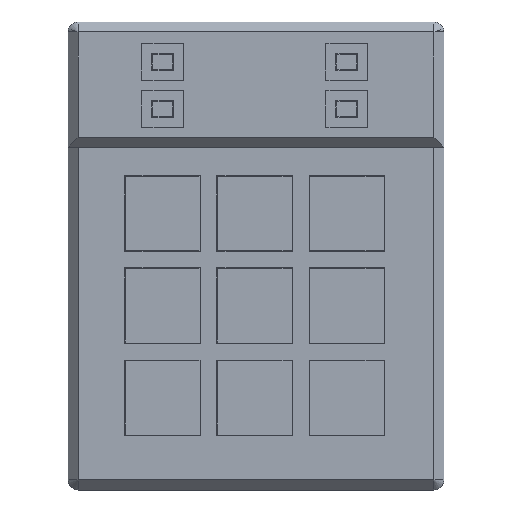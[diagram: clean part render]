
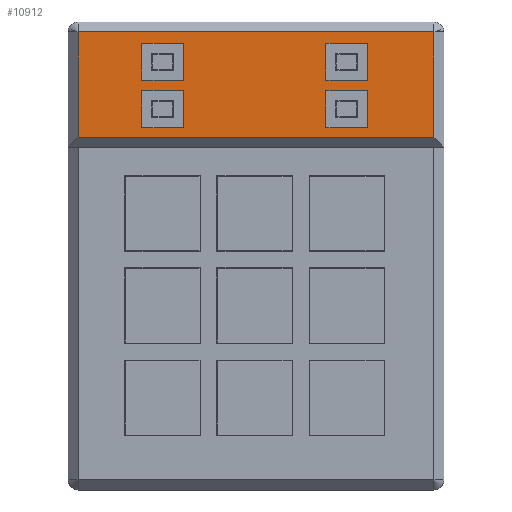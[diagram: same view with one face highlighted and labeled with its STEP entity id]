
A CAD part, top view. The second image highlights one B-rep face of the part: STEP entity #10912.
In plain terms, the highlighted planar face has unit normal (0, 0, 1).
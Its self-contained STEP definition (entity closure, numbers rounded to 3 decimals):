
#575=FACE_BOUND('',#1510,.T.);
#576=FACE_BOUND('',#1511,.T.);
#577=FACE_BOUND('',#1512,.T.);
#578=FACE_BOUND('',#1513,.T.);
#876=FACE_OUTER_BOUND('',#1509,.T.);
#1509=EDGE_LOOP('',(#7746,#7747,#7748,#7749));
#1510=EDGE_LOOP('',(#7750,#7751,#7752,#7753));
#1511=EDGE_LOOP('',(#7754,#7755,#7756,#7757));
#1512=EDGE_LOOP('',(#7758,#7759,#7760,#7761));
#1513=EDGE_LOOP('',(#7762,#7763,#7764,#7765));
#2322=LINE('',#14980,#3517);
#2326=LINE('',#14986,#3521);
#2329=LINE('',#14991,#3524);
#2333=LINE('',#14998,#3528);
#2341=LINE('',#15030,#3536);
#2342=LINE('',#15032,#3537);
#2343=LINE('',#15034,#3538);
#2344=LINE('',#15035,#3539);
#2345=LINE('',#15038,#3540);
#2346=LINE('',#15040,#3541);
#2347=LINE('',#15042,#3542);
#2348=LINE('',#15043,#3543);
#2349=LINE('',#15046,#3544);
#2350=LINE('',#15048,#3545);
#2351=LINE('',#15050,#3546);
#2352=LINE('',#15051,#3547);
#2353=LINE('',#15054,#3548);
#2354=LINE('',#15056,#3549);
#2355=LINE('',#15058,#3550);
#2356=LINE('',#15059,#3551);
#3517=VECTOR('',#12501,10.);
#3521=VECTOR('',#12507,10.);
#3524=VECTOR('',#12512,10.);
#3528=VECTOR('',#12518,10.);
#3536=VECTOR('',#12550,10.);
#3537=VECTOR('',#12551,10.);
#3538=VECTOR('',#12552,10.);
#3539=VECTOR('',#12553,10.);
#3540=VECTOR('',#12554,10.);
#3541=VECTOR('',#12555,10.);
#3542=VECTOR('',#12556,10.);
#3543=VECTOR('',#12557,10.);
#3544=VECTOR('',#12558,10.);
#3545=VECTOR('',#12559,10.);
#3546=VECTOR('',#12560,10.);
#3547=VECTOR('',#12561,10.);
#3548=VECTOR('',#12562,10.);
#3549=VECTOR('',#12563,10.);
#3550=VECTOR('',#12564,10.);
#3551=VECTOR('',#12565,10.);
#4661=VERTEX_POINT('',#14978);
#4662=VERTEX_POINT('',#14979);
#4663=VERTEX_POINT('',#14985);
#4664=VERTEX_POINT('',#14989);
#4677=VERTEX_POINT('',#15028);
#4678=VERTEX_POINT('',#15029);
#4679=VERTEX_POINT('',#15031);
#4680=VERTEX_POINT('',#15033);
#4681=VERTEX_POINT('',#15036);
#4682=VERTEX_POINT('',#15037);
#4683=VERTEX_POINT('',#15039);
#4684=VERTEX_POINT('',#15041);
#4685=VERTEX_POINT('',#15044);
#4686=VERTEX_POINT('',#15045);
#4687=VERTEX_POINT('',#15047);
#4688=VERTEX_POINT('',#15049);
#4689=VERTEX_POINT('',#15052);
#4690=VERTEX_POINT('',#15053);
#4691=VERTEX_POINT('',#15055);
#4692=VERTEX_POINT('',#15057);
#5826=EDGE_CURVE('',#4661,#4662,#2322,.T.);
#5830=EDGE_CURVE('',#4662,#4663,#2326,.T.);
#5833=EDGE_CURVE('',#4664,#4661,#2329,.T.);
#5837=EDGE_CURVE('',#4663,#4664,#2333,.T.);
#5852=EDGE_CURVE('',#4677,#4678,#2341,.T.);
#5853=EDGE_CURVE('',#4678,#4679,#2342,.T.);
#5854=EDGE_CURVE('',#4679,#4680,#2343,.T.);
#5855=EDGE_CURVE('',#4680,#4677,#2344,.T.);
#5856=EDGE_CURVE('',#4681,#4682,#2345,.T.);
#5857=EDGE_CURVE('',#4682,#4683,#2346,.T.);
#5858=EDGE_CURVE('',#4683,#4684,#2347,.T.);
#5859=EDGE_CURVE('',#4684,#4681,#2348,.T.);
#5860=EDGE_CURVE('',#4685,#4686,#2349,.T.);
#5861=EDGE_CURVE('',#4686,#4687,#2350,.T.);
#5862=EDGE_CURVE('',#4687,#4688,#2351,.T.);
#5863=EDGE_CURVE('',#4688,#4685,#2352,.T.);
#5864=EDGE_CURVE('',#4689,#4690,#2353,.T.);
#5865=EDGE_CURVE('',#4690,#4691,#2354,.T.);
#5866=EDGE_CURVE('',#4691,#4692,#2355,.T.);
#5867=EDGE_CURVE('',#4692,#4689,#2356,.T.);
#7746=ORIENTED_EDGE('',*,*,#5826,.F.);
#7747=ORIENTED_EDGE('',*,*,#5833,.F.);
#7748=ORIENTED_EDGE('',*,*,#5837,.F.);
#7749=ORIENTED_EDGE('',*,*,#5830,.F.);
#7750=ORIENTED_EDGE('',*,*,#5852,.T.);
#7751=ORIENTED_EDGE('',*,*,#5853,.T.);
#7752=ORIENTED_EDGE('',*,*,#5854,.T.);
#7753=ORIENTED_EDGE('',*,*,#5855,.T.);
#7754=ORIENTED_EDGE('',*,*,#5856,.T.);
#7755=ORIENTED_EDGE('',*,*,#5857,.T.);
#7756=ORIENTED_EDGE('',*,*,#5858,.T.);
#7757=ORIENTED_EDGE('',*,*,#5859,.T.);
#7758=ORIENTED_EDGE('',*,*,#5860,.T.);
#7759=ORIENTED_EDGE('',*,*,#5861,.T.);
#7760=ORIENTED_EDGE('',*,*,#5862,.T.);
#7761=ORIENTED_EDGE('',*,*,#5863,.T.);
#7762=ORIENTED_EDGE('',*,*,#5864,.T.);
#7763=ORIENTED_EDGE('',*,*,#5865,.T.);
#7764=ORIENTED_EDGE('',*,*,#5866,.T.);
#7765=ORIENTED_EDGE('',*,*,#5867,.T.);
#10494=PLANE('',#11572);
#10912=ADVANCED_FACE('',(#876,#575,#576,#577,#578),#10494,.T.);
#11572=AXIS2_PLACEMENT_3D('',#15027,#12548,#12549);
#12501=DIRECTION('',(-1.,0.,0.));
#12507=DIRECTION('',(0.,1.,0.));
#12512=DIRECTION('',(0.,-1.,0.));
#12518=DIRECTION('',(1.,0.,0.));
#12548=DIRECTION('center_axis',(0.,0.,1.));
#12549=DIRECTION('ref_axis',(1.,0.,0.));
#12550=DIRECTION('',(0.,-1.,0.));
#12551=DIRECTION('',(-1.,0.,0.));
#12552=DIRECTION('',(0.,1.,0.));
#12553=DIRECTION('',(1.,0.,0.));
#12554=DIRECTION('',(0.,-1.,0.));
#12555=DIRECTION('',(-1.,0.,0.));
#12556=DIRECTION('',(0.,1.,0.));
#12557=DIRECTION('',(1.,0.,0.));
#12558=DIRECTION('',(0.,-1.,0.));
#12559=DIRECTION('',(-1.,0.,0.));
#12560=DIRECTION('',(0.,1.,0.));
#12561=DIRECTION('',(1.,0.,0.));
#12562=DIRECTION('',(1.,0.,0.));
#12563=DIRECTION('',(0.,-1.,0.));
#12564=DIRECTION('',(-1.,0.,0.));
#12565=DIRECTION('',(0.,1.,0.));
#14978=CARTESIAN_POINT('',(66.5,63.85,9.));
#14979=CARTESIAN_POINT('',(-5.,63.85,9.));
#14980=CARTESIAN_POINT('',(20.625,63.85,9.));
#14985=CARTESIAN_POINT('',(-5.,85.,9.));
#14986=CARTESIAN_POINT('',(-5.,32.838,9.));
#14989=CARTESIAN_POINT('',(66.5,85.,9.));
#14991=CARTESIAN_POINT('',(66.5,33.463,9.));
#14998=CARTESIAN_POINT('',(4.625,85.,9.));
#15027=CARTESIAN_POINT('Origin',(10.5,62.925,9.));
#15028=CARTESIAN_POINT('',(53.2,73.2,9.));
#15029=CARTESIAN_POINT('',(53.2,65.8,9.));
#15030=CARTESIAN_POINT('',(53.2,68.063,9.));
#15031=CARTESIAN_POINT('',(44.8,65.8,9.));
#15032=CARTESIAN_POINT('',(31.85,65.8,9.));
#15033=CARTESIAN_POINT('',(44.8,73.2,9.));
#15034=CARTESIAN_POINT('',(44.8,64.363,9.));
#15035=CARTESIAN_POINT('',(27.65,73.2,9.));
#15036=CARTESIAN_POINT('',(16.2,82.7,9.));
#15037=CARTESIAN_POINT('',(16.2,75.3,9.));
#15038=CARTESIAN_POINT('',(16.2,72.813,9.));
#15039=CARTESIAN_POINT('',(7.8,75.3,9.));
#15040=CARTESIAN_POINT('',(13.35,75.3,9.));
#15041=CARTESIAN_POINT('',(7.8,82.7,9.));
#15042=CARTESIAN_POINT('',(7.8,69.113,9.));
#15043=CARTESIAN_POINT('',(9.15,82.7,9.));
#15044=CARTESIAN_POINT('',(53.2,82.7,9.));
#15045=CARTESIAN_POINT('',(53.2,75.3,9.));
#15046=CARTESIAN_POINT('',(53.2,72.813,9.));
#15047=CARTESIAN_POINT('',(44.8,75.3,9.));
#15048=CARTESIAN_POINT('',(31.85,75.3,9.));
#15049=CARTESIAN_POINT('',(44.8,82.7,9.));
#15050=CARTESIAN_POINT('',(44.8,69.113,9.));
#15051=CARTESIAN_POINT('',(27.65,82.7,9.));
#15052=CARTESIAN_POINT('',(7.8,73.2,9.));
#15053=CARTESIAN_POINT('',(16.2,73.2,9.));
#15054=CARTESIAN_POINT('',(9.15,73.2,9.));
#15055=CARTESIAN_POINT('',(16.2,65.8,9.));
#15056=CARTESIAN_POINT('',(16.2,68.063,9.));
#15057=CARTESIAN_POINT('',(7.8,65.8,9.));
#15058=CARTESIAN_POINT('',(13.35,65.8,9.));
#15059=CARTESIAN_POINT('',(7.8,64.363,9.));
